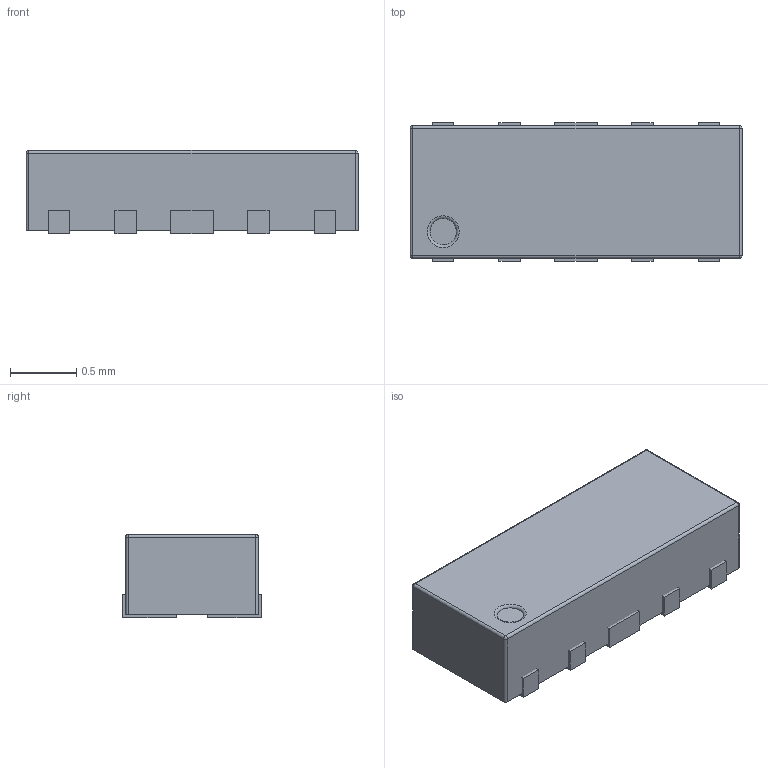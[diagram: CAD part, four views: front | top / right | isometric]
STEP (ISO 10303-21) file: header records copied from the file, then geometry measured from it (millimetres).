
FILE_DESCRIPTION(/* description */ (''),/* implementation_level */ '2;1');
FILE_NAME(/* name */ 'SP1004U-ULC-04UTG.step',/* time_stamp */ '2023-02-06T14:55:47+03:00',/* author */ (''),/* organization */ (''),/* preprocessor_version */ 'ST-DEVELOPER v19.2',/* originating_system */ 'Autodesk Translation Framework v11.17.0.187',/* authorisation */ '');
FILE_SCHEMA (('AUTOMOTIVE_DESIGN { 1 0 10303 214 3 1 1 }'));
Length unit declared in the file: millimetre
Products named in the file (3): SP1004U-ULC-04UTG; Body; Pins
Assembly tree (2 placements, depth 2):
  SP1004U-ULC-04UTG
    Body
    Pins
Bounding box: 2.5 x 1.04 x 0.62 mm (x, y, z)
Volume: 1.6 mm3; surface area: 12.7 mm2
Topology: 11 solids, 11 shells, 80 faces, 159 edges, 102 vertices
Faces by surface type: plane 67, cylinder 8, sphere 4, torus 1
Entity records: 2116 total; most frequent: DIRECTION 348, CARTESIAN_POINT 346, ORIENTED_EDGE 318, EDGE_CURVE 159, LINE 140, VECTOR 140, AXIS2_PLACEMENT_3D 104, VERTEX_POINT 102
